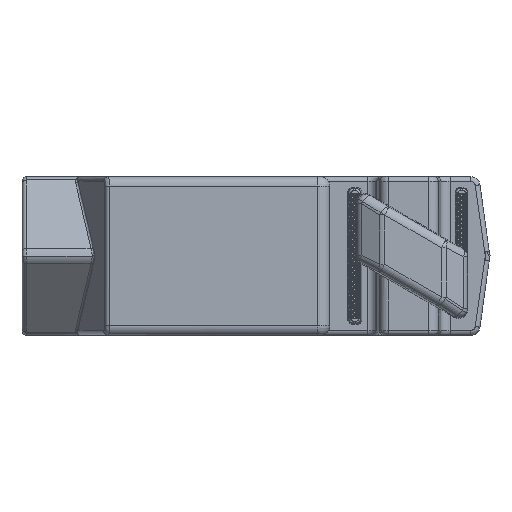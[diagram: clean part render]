
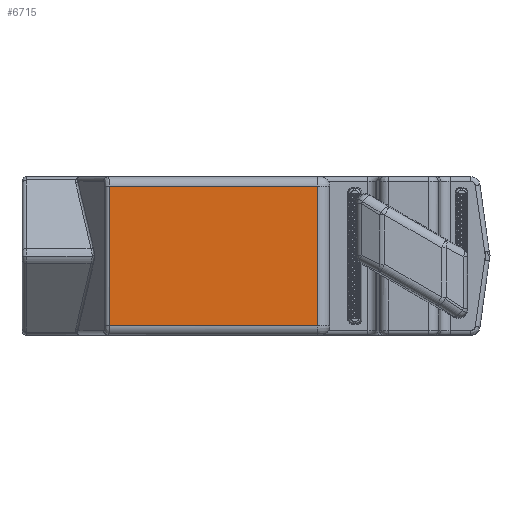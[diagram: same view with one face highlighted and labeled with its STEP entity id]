
A CAD part, front view. The second image highlights one B-rep face of the part: STEP entity #6715.
In plain terms, the highlighted planar face has unit normal (0, -1, 0).
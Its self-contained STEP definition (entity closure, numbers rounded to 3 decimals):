
#6715=ADVANCED_FACE('NAUO1\\FILLET57',(#7904),#7584,.F.);
#7584=PLANE('',#21567);
#7904=FACE_OUTER_BOUND('',#8844,.T.);
#8844=EDGE_LOOP('',(#12349,#12350,#12351,#12352));
#9764=LINE('',#27607,#10790);
#9872=LINE('',#28796,#10898);
#9873=LINE('',#28799,#10899);
#9874=LINE('',#28800,#10900);
#10790=VECTOR('',#23105,1.);
#10898=VECTOR('',#23444,1.);
#10899=VECTOR('',#23445,1.);
#10900=VECTOR('',#23446,1.);
#12349=ORIENTED_EDGE('',*,*,#18892,.F.);
#12350=ORIENTED_EDGE('',*,*,#18893,.F.);
#12351=ORIENTED_EDGE('',*,*,#18634,.F.);
#12352=ORIENTED_EDGE('',*,*,#18894,.F.);
#16975=VERTEX_POINT('',#27606);
#16976=VERTEX_POINT('',#27608);
#17178=VERTEX_POINT('',#28797);
#17179=VERTEX_POINT('',#28798);
#18634=EDGE_CURVE('LINE',#16975,#16976,#9764,.T.);
#18892=EDGE_CURVE('LINE',#17178,#17179,#9872,.T.);
#18893=EDGE_CURVE('LINE',#16976,#17178,#9873,.T.);
#18894=EDGE_CURVE('LINE',#17179,#16975,#9874,.T.);
#21567=AXIS2_PLACEMENT_3D('',#28801,#23447,#23448);
#23105=DIRECTION('',(1.,0.,0.));
#23444=DIRECTION('',(-1.,0.,0.));
#23445=DIRECTION('',(0.,0.,-1.));
#23446=DIRECTION('',(0.,0.,1.));
#23447=DIRECTION('',(0.,1.,0.));
#23448=DIRECTION('',(-1.,0.,0.));
#27606=CARTESIAN_POINT('',(-79.233,-4.5,32.));
#27607=CARTESIAN_POINT('',(-32.,-4.5,32.));
#27608=CARTESIAN_POINT('',(-34.5,-4.5,32.));
#28796=CARTESIAN_POINT('',(-56.866,-4.5,2.));
#28797=CARTESIAN_POINT('',(-34.5,-4.5,2.));
#28798=CARTESIAN_POINT('',(-79.233,-4.5,2.));
#28799=CARTESIAN_POINT('',(-34.5,-4.5,17.));
#28800=CARTESIAN_POINT('',(-79.233,-4.5,17.));
#28801=CARTESIAN_POINT('',(-32.,-4.5,17.));
